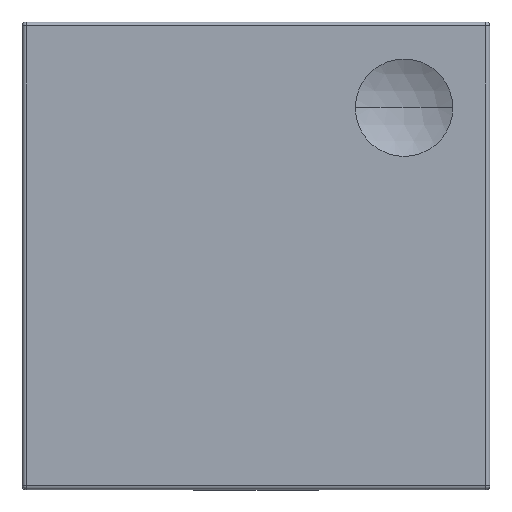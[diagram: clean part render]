
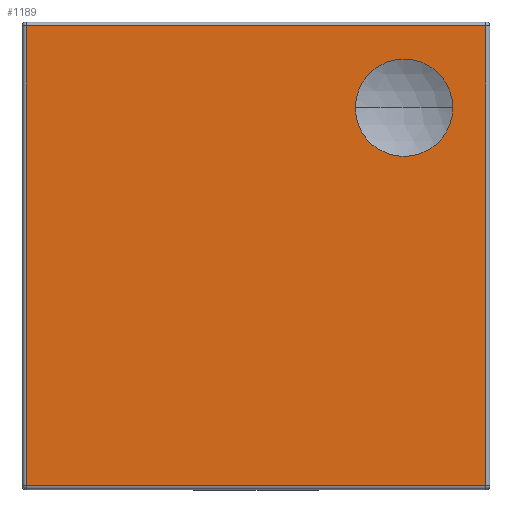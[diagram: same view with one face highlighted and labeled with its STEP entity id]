
A CAD part, top view. The second image highlights one B-rep face of the part: STEP entity #1189.
In plain terms, the highlighted planar face has unit normal (0, 0, 1).
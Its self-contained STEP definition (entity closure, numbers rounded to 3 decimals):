
#5 = DIRECTION ( 'NONE',  ( 1., 0., 0. ) ) ;
#63 = CARTESIAN_POINT ( 'NONE',  ( -0.59, -0.6, 0.5 ) ) ;
#78 = CARTESIAN_POINT ( 'NONE',  ( 0.59, 0.6, 0.5 ) ) ;
#87 = DIRECTION ( 'NONE',  ( 0., 1., 0. ) ) ;
#88 = FACE_BOUND ( 'NONE', #436, .T. ) ;
#151 = CARTESIAN_POINT ( 'NONE',  ( 0.6, -0.59, 0.5 ) ) ;
#194 = VECTOR ( 'NONE', #535, 1000. ) ;
#238 = DIRECTION ( 'NONE',  ( -1., 0., 0. ) ) ;
#246 = CARTESIAN_POINT ( 'NONE',  ( -0.59, -0.59, 0.5 ) ) ;
#255 = VERTEX_POINT ( 'NONE', #1049 ) ;
#324 = LINE ( 'NONE', #1566, #1610 ) ;
#352 = EDGE_CURVE ( 'NONE', #1365, #743, #1289, .T. ) ;
#379 = CIRCLE ( 'NONE', #573, 0.125 ) ;
#417 = VECTOR ( 'NONE', #5, 1000. ) ;
#430 = CARTESIAN_POINT ( 'NONE',  ( 0.505, 0.38, 0.5 ) ) ;
#436 = EDGE_LOOP ( 'NONE', ( #763, #793 ) ) ;
#473 = DIRECTION ( 'NONE',  ( 0., 0., -1. ) ) ;
#535 = DIRECTION ( 'NONE',  ( 0., -1., 0. ) ) ;
#560 = DIRECTION ( 'NONE',  ( -1., 0., 0. ) ) ;
#573 = AXIS2_PLACEMENT_3D ( 'NONE', #1258, #473, #238 ) ;
#645 = VERTEX_POINT ( 'NONE', #1588 ) ;
#665 = EDGE_LOOP ( 'NONE', ( #1440, #1431, #1122, #1375 ) ) ;
#669 = AXIS2_PLACEMENT_3D ( 'NONE', #965, #955, #1213 ) ;
#689 = CARTESIAN_POINT ( 'NONE',  ( 0.255, 0.38, 0.5 ) ) ;
#695 = FACE_OUTER_BOUND ( 'NONE', #665, .T. ) ;
#743 = VERTEX_POINT ( 'NONE', #689 ) ;
#763 = ORIENTED_EDGE ( 'NONE', *, *, #352, .T. ) ;
#765 = CARTESIAN_POINT ( 'NONE',  ( 0.59, 0.59, 0.5 ) ) ;
#785 = VECTOR ( 'NONE', #87, 1000. ) ;
#793 = ORIENTED_EDGE ( 'NONE', *, *, #1033, .T. ) ;
#803 = LINE ( 'NONE', #63, #194 ) ;
#820 = VERTEX_POINT ( 'NONE', #765 ) ;
#858 = AXIS2_PLACEMENT_3D ( 'NONE', #948, #1190, #1567 ) ;
#948 = CARTESIAN_POINT ( 'NONE',  ( 0., 0., 0.5 ) ) ;
#955 = DIRECTION ( 'NONE',  ( 0., 0., -1. ) ) ;
#965 = CARTESIAN_POINT ( 'NONE',  ( 0.38, 0.38, 0.5 ) ) ;
#1033 = EDGE_CURVE ( 'NONE', #743, #1365, #379, .T. ) ;
#1049 = CARTESIAN_POINT ( 'NONE',  ( -0.59, 0.59, 0.5 ) ) ;
#1121 = LINE ( 'NONE', #151, #417 ) ;
#1122 = ORIENTED_EDGE ( 'NONE', *, *, #1359, .T. ) ;
#1189 = ADVANCED_FACE ( 'NONE', ( #695, #88 ), #1206, .T. ) ;
#1190 = DIRECTION ( 'NONE',  ( 0., 0., 1. ) ) ;
#1206 = PLANE ( 'NONE',  #858 ) ;
#1213 = DIRECTION ( 'NONE',  ( -1., 0., 0. ) ) ;
#1245 = VERTEX_POINT ( 'NONE', #246 ) ;
#1258 = CARTESIAN_POINT ( 'NONE',  ( 0.38, 0.38, 0.5 ) ) ;
#1289 = CIRCLE ( 'NONE', #669, 0.125 ) ;
#1310 = LINE ( 'NONE', #78, #785 ) ;
#1349 = EDGE_CURVE ( 'NONE', #820, #255, #324, .T. ) ;
#1359 = EDGE_CURVE ( 'NONE', #645, #820, #1310, .T. ) ;
#1365 = VERTEX_POINT ( 'NONE', #430 ) ;
#1375 = ORIENTED_EDGE ( 'NONE', *, *, #1349, .T. ) ;
#1431 = ORIENTED_EDGE ( 'NONE', *, *, #1488, .T. ) ;
#1440 = ORIENTED_EDGE ( 'NONE', *, *, #1596, .T. ) ;
#1488 = EDGE_CURVE ( 'NONE', #1245, #645, #1121, .T. ) ;
#1566 = CARTESIAN_POINT ( 'NONE',  ( -0.6, 0.59, 0.5 ) ) ;
#1567 = DIRECTION ( 'NONE',  ( 1., 0., 0. ) ) ;
#1588 = CARTESIAN_POINT ( 'NONE',  ( 0.59, -0.59, 0.5 ) ) ;
#1596 = EDGE_CURVE ( 'NONE', #255, #1245, #803, .T. ) ;
#1610 = VECTOR ( 'NONE', #560, 1000. ) ;
